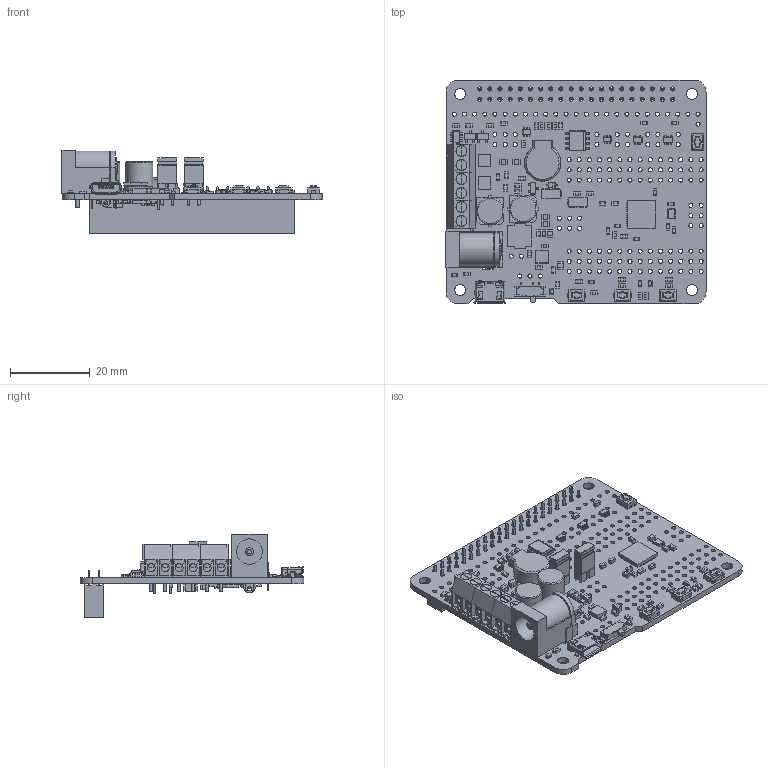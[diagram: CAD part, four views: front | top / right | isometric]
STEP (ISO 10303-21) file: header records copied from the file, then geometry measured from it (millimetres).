
FILE_DESCRIPTION (( 'STEP AP214' ), '1' );
FILE_NAME ('a-star-32u4-robot-controller-sv-with-raspberry-pi-bridge.step', '2017-07-31T21:24:32', ( '' ), ( '' ), 'SwSTEP 2.0', 'SolidWorks 2016', '' );
FILE_SCHEMA (( 'AUTOMOTIVE_DESIGN' ));
Length unit declared in the file: millimetre
Products named in the file (1): a-star-32u4-robot-controller-sv-with-raspberry-pi-bridge
Bounding box: 65.06 x 56 x 20.97 mm (x, y, z)
Volume: 10235.6 mm3; surface area: 17627.1 mm2
Topology: 11 solids, 11 shells, 6178 faces, 17284 edges, 11067 vertices
Faces by surface type: plane 4785, cylinder 1124, bspline 176, sphere 46, torus 30, cone 17
Full cylindrical faces by diameter (mm): 0.4 x10, 0.5 x2, 0.7 x8, 0.8 x6, 0.9 x2, 1 x2, 1.016 x197, 1.524 x8, 1.75 x1, 2 x13, 2.65 x6, 2.75 x10, 3 x1, 6.4 x1, 6.8 x2
Entity records: 268829 total; most frequent: CARTESIAN_POINT 42826, ORIENTED_EDGE 33864, DIRECTION 30202, EDGE_CURVE 16932, VECTOR 14068, LINE 14068, VERTEX_POINT 11025, AXIS2_PLACEMENT_3D 8067
